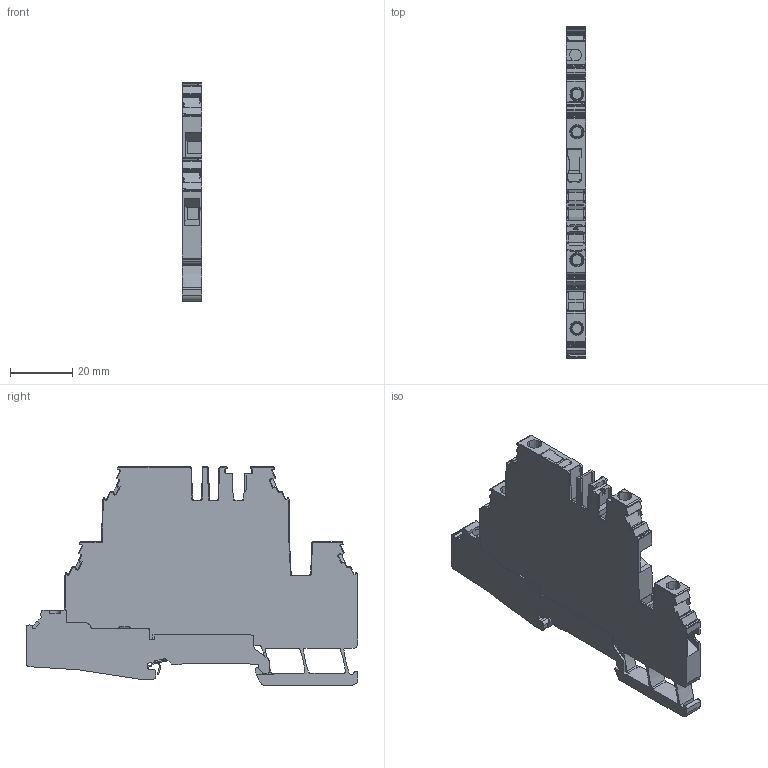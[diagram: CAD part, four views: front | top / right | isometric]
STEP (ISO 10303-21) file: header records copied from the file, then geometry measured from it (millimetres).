
FILE_DESCRIPTION(('CATIA V5 STEP Exchange','CAx-IF Rec.Pracs.--- Model Styling and Organization---1.4--- 2014-01-23'),'2;1');
FILE_NAME ('1995229-4_2', '2024-04-03T05:59:41+00:00', ('none'), ('Weidmueller'), 'CATIA Version 5-6 Release 2016 SP3 HF44', 'CATIA V5 STEP AP214', 'none');
FILE_SCHEMA(('AUTOMOTIVE_DESIGN { 1 0 10303 214 1 1 1 1 }'));
Length unit declared in the file: millimetre
Products named in the file (1): 3019400000
Bounding box: 6.1 x 106.23 x 69.94 mm (x, y, z)
Volume: 27607.5 mm3; surface area: 17850 mm2
Topology: 6 solids, 6 shells, 1337 faces, 3783 edges, 2478 vertices
Faces by surface type: plane 723, cylinder 479, torus 61, cone 43, extrusion 21, bspline 10
Entity records: 42735 total; most frequent: CARTESIAN_POINT 9322, ORIENTED_EDGE 7566, DIRECTION 5804, EDGE_CURVE 3783, VECTOR 2579, LINE 2558, VERTEX_POINT 2478, AXIS2_PLACEMENT_3D 2090
